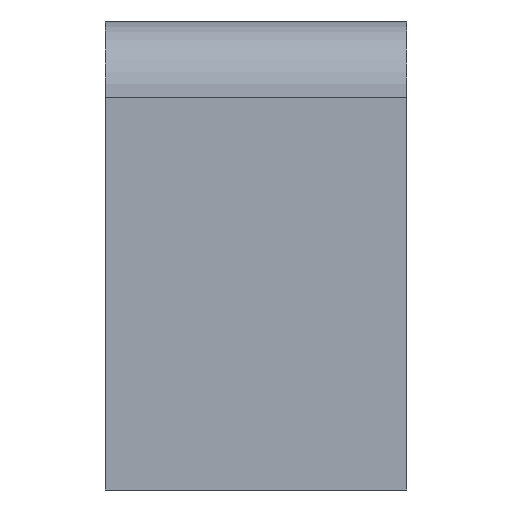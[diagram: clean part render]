
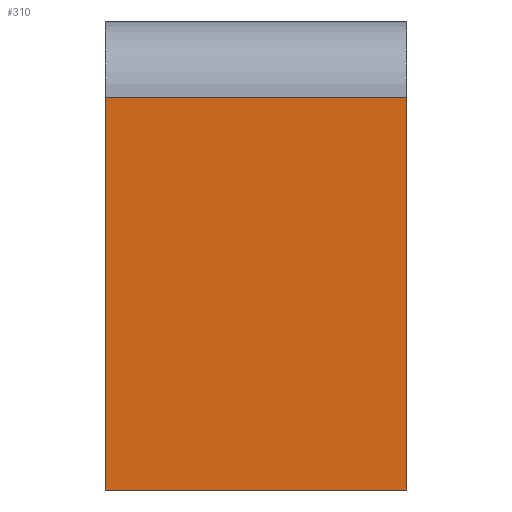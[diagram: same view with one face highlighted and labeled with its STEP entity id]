
A CAD part, left-side view. The second image highlights one B-rep face of the part: STEP entity #310.
In plain terms, the highlighted planar face has unit normal (-1, 0, 0).
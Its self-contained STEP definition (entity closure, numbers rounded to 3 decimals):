
#26=PLANE('',#352);
#42=FACE_OUTER_BOUND('',#62,.T.);
#62=EDGE_LOOP('',(#271,#272,#273,#274));
#72=LINE('',#473,#102);
#79=LINE('',#488,#109);
#88=LINE('',#512,#118);
#93=LINE('',#526,#123);
#102=VECTOR('',#384,10.);
#109=VECTOR('',#395,10.);
#118=VECTOR('',#420,10.);
#123=VECTOR('',#437,10.);
#145=VERTEX_POINT('',#466);
#148=VERTEX_POINT('',#471);
#154=VERTEX_POINT('',#486);
#161=VERTEX_POINT('',#510);
#178=EDGE_CURVE('',#148,#145,#72,.T.);
#186=EDGE_CURVE('',#154,#148,#79,.T.);
#198=EDGE_CURVE('',#161,#154,#88,.T.);
#205=EDGE_CURVE('',#161,#145,#93,.T.);
#271=ORIENTED_EDGE('',*,*,#178,.F.);
#272=ORIENTED_EDGE('',*,*,#186,.F.);
#273=ORIENTED_EDGE('',*,*,#198,.F.);
#274=ORIENTED_EDGE('',*,*,#205,.T.);
#310=ADVANCED_FACE('',(#42),#26,.T.);
#352=AXIS2_PLACEMENT_3D('',#525,#435,#436);
#384=DIRECTION('',(0.,-1.,0.));
#395=DIRECTION('',(0.,0.,1.));
#420=DIRECTION('',(0.,1.,0.));
#435=DIRECTION('center_axis',(-1.,0.,0.));
#436=DIRECTION('ref_axis',(0.,-1.,0.));
#437=DIRECTION('',(0.,0.,1.));
#466=CARTESIAN_POINT('',(0.,0.,13.));
#471=CARTESIAN_POINT('',(0.,10.,13.));
#473=CARTESIAN_POINT('',(0.,7.5,13.));
#486=CARTESIAN_POINT('',(0.,10.,0.));
#488=CARTESIAN_POINT('',(0.,10.,0.));
#510=CARTESIAN_POINT('',(0.,0.,0.));
#512=CARTESIAN_POINT('',(0.,0.,0.));
#525=CARTESIAN_POINT('Origin',(0.,10.,0.));
#526=CARTESIAN_POINT('',(0.,0.,0.));
